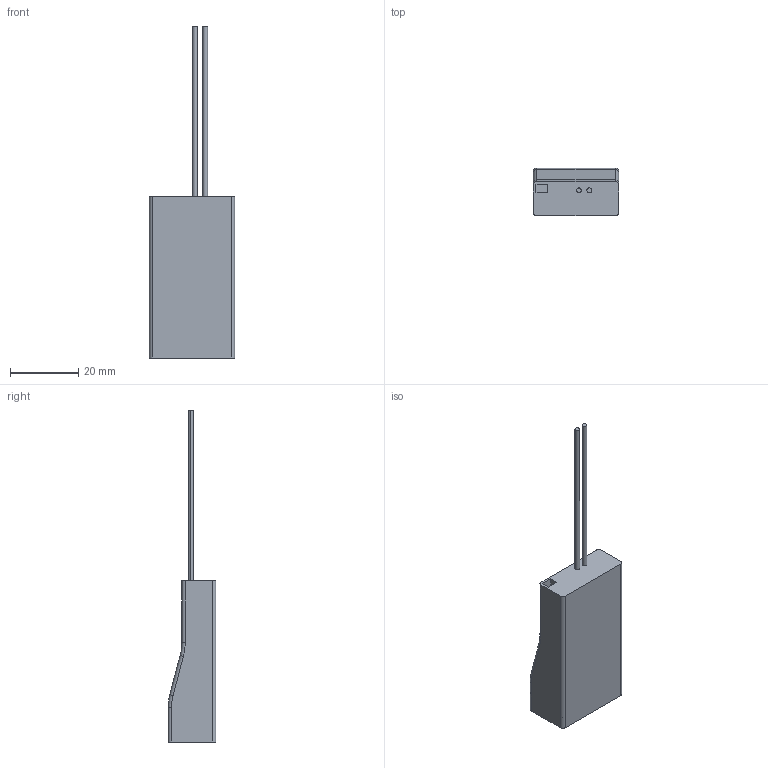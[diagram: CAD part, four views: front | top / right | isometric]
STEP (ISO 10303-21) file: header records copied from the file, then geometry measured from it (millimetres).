
FILE_DESCRIPTION (( 'STEP AP214' ), '1' );
FILE_NAME ('Futaba R7008SB Receiver.STEP', '2019-04-03T08:15:57', ( '' ), ( '' ), 'SwSTEP 2.0', 'SolidWorks 2016', '' );
FILE_SCHEMA (( 'AUTOMOTIVE_DESIGN' ));
Length unit declared in the file: millimetre
Products named in the file (1): Futaba R7008SB Receiver
Bounding box: 25 x 14 x 97.2 mm (x, y, z)
Volume: 12417.1 mm3; surface area: 5474.8 mm2
Topology: 1 solids, 1 shells, 158 faces, 328 edges, 216 vertices
Faces by surface type: cylinder 94, plane 60, torus 4
Entity records: 4314 total; most frequent: DIRECTION 838, CARTESIAN_POINT 703, ORIENTED_EDGE 656, AXIS2_PLACEMENT_3D 351, EDGE_CURVE 328, VERTEX_POINT 216, EDGE_LOOP 202, CIRCLE 192
